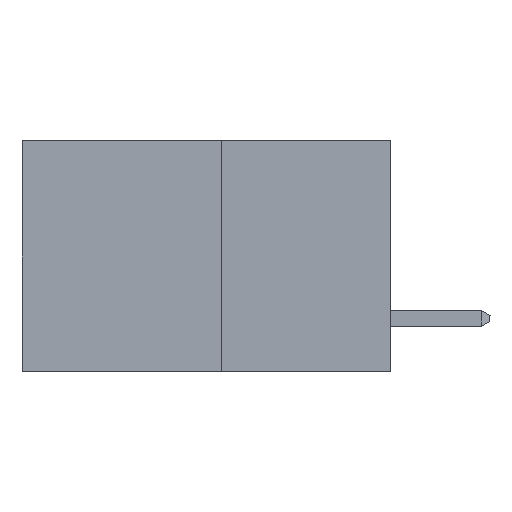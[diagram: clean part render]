
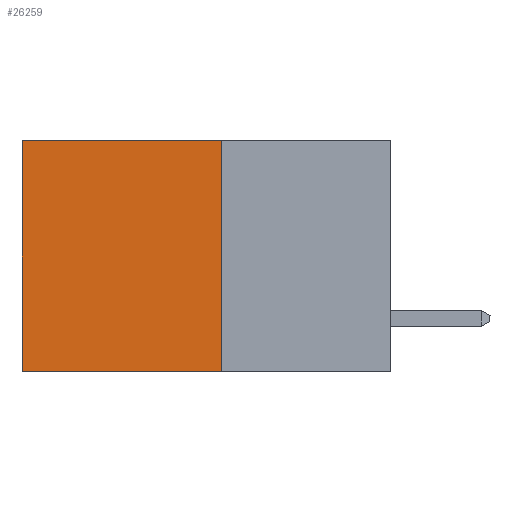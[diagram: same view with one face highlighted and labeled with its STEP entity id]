
A CAD part, left-side view. The second image highlights one B-rep face of the part: STEP entity #26259.
In plain terms, the highlighted planar face has unit normal (-1, 0, 0).
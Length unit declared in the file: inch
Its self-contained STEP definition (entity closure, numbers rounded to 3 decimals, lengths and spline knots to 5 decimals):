
#544 = CARTESIAN_POINT ( 'NONE',  ( 0.277, 0.59, -0.37 ) ) ;
#1033 = VECTOR ( 'NONE', #2298, 39.37008 ) ;
#1185 = VECTOR ( 'NONE', #1204, 39.37008 ) ;
#1204 = DIRECTION ( 'NONE',  ( 0., 1., 0. ) ) ;
#1497 = CARTESIAN_POINT ( 'NONE',  ( 0.277, 0.27, 0. ) ) ;
#1708 = CARTESIAN_POINT ( 'NONE',  ( 0.277, 0.27, -0.37 ) ) ;
#2298 = DIRECTION ( 'NONE',  ( 0., 1., 0. ) ) ;
#3018 = DIRECTION ( 'NONE',  ( 0., 0., -1. ) ) ;
#3331 = VERTEX_POINT ( 'NONE', #3543 ) ;
#3543 = CARTESIAN_POINT ( 'NONE',  ( 0.277, 0.59, 0. ) ) ;
#4690 = VERTEX_POINT ( 'NONE', #1497 ) ;
#5601 = EDGE_CURVE ( 'NONE', #19578, #25923, #20649, .T. ) ;
#6275 = PLANE ( 'NONE',  #16017 ) ;
#6488 = FACE_OUTER_BOUND ( 'NONE', #14710, .T. ) ;
#8552 = DIRECTION ( 'NONE',  ( 0., 0., -1. ) ) ;
#9743 = VECTOR ( 'NONE', #3018, 39.37008 ) ;
#10881 = ORIENTED_EDGE ( 'NONE', *, *, #28232, .F. ) ;
#13266 = CARTESIAN_POINT ( 'NONE',  ( 0.277, 0.27, -0.37 ) ) ;
#13555 = CARTESIAN_POINT ( 'NONE',  ( 0.277, 0.27, 0. ) ) ;
#14389 = VECTOR ( 'NONE', #26812, 39.37008 ) ;
#14710 = EDGE_LOOP ( 'NONE', ( #21541, #27292, #10881, #21674 ) ) ;
#15086 = LINE ( 'NONE', #13266, #14389 ) ;
#15699 = LINE ( 'NONE', #16348, #9743 ) ;
#16017 = AXIS2_PLACEMENT_3D ( 'NONE', #1708, #22063, #8552 ) ;
#16054 = EDGE_CURVE ( 'NONE', #4690, #3331, #19756, .T. ) ;
#16154 = CARTESIAN_POINT ( 'NONE',  ( 0.277, 0.27, -0.37 ) ) ;
#16348 = CARTESIAN_POINT ( 'NONE',  ( 0.277, 0.59, -0.37 ) ) ;
#19578 = VERTEX_POINT ( 'NONE', #27075 ) ;
#19756 = LINE ( 'NONE', #13555, #1033 ) ;
#20649 = LINE ( 'NONE', #16154, #1185 ) ;
#21541 = ORIENTED_EDGE ( 'NONE', *, *, #25101, .T. ) ;
#21674 = ORIENTED_EDGE ( 'NONE', *, *, #16054, .T. ) ;
#22063 = DIRECTION ( 'NONE',  ( 1., 0., 0. ) ) ;
#25101 = EDGE_CURVE ( 'NONE', #3331, #25923, #15699, .T. ) ;
#25923 = VERTEX_POINT ( 'NONE', #544 ) ;
#26259 = ADVANCED_FACE ( 'NONE', ( #6488 ), #6275, .F. ) ;
#26812 = DIRECTION ( 'NONE',  ( 0., 0., -1. ) ) ;
#27075 = CARTESIAN_POINT ( 'NONE',  ( 0.277, 0.27, -0.37 ) ) ;
#27292 = ORIENTED_EDGE ( 'NONE', *, *, #5601, .F. ) ;
#28232 = EDGE_CURVE ( 'NONE', #4690, #19578, #15086, .T. ) ;
